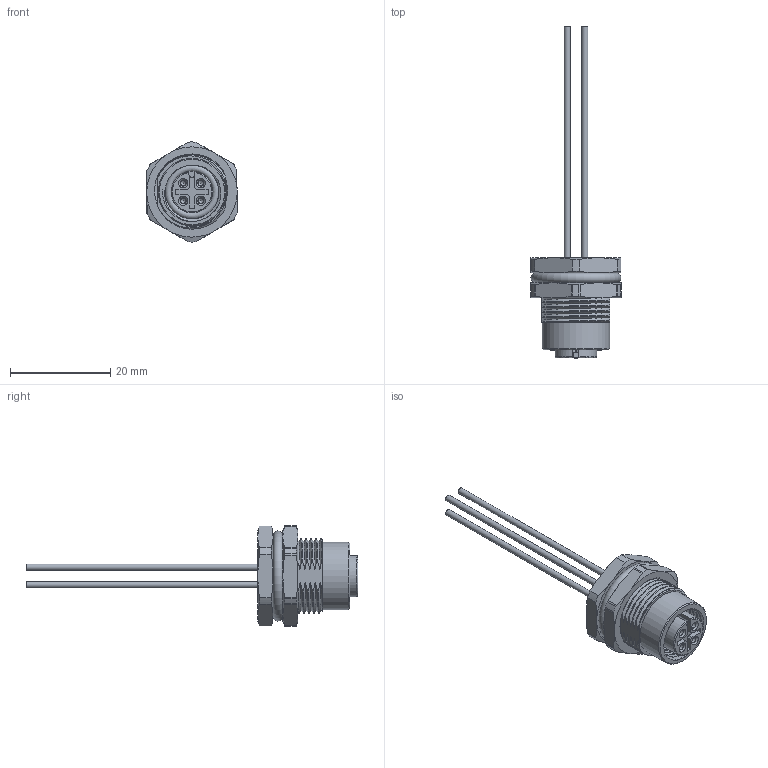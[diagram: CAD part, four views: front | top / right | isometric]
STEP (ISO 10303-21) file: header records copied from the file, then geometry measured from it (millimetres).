
FILE_DESCRIPTION(/* description */ ('Unknown'),/* implementation_level */ '2;1');
FILE_NAME(/* name */ '643462100604',/* time_stamp */ '2025-05-27T14:49:31+02:00',/* author */ ('Unknown'),/* organization */ ('Unknown'),/* preprocessor_version */ 'ST-DEVELOPER v19.4',/* originating_system */ 'Solid Edge',/* authorisation */ 'Unknown');
FILE_SCHEMA (('AUTOMOTIVE_DESIGN {1 0 10303 214 3 1 1}'));
Length unit declared in the file: millimetre
Products named in the file (13): 6434621006xx_With Cable; 6434621006xx; 6432601006xx_housing; 643260100604; 643xx01004xx_Seal_outer; 643xx01006xx_Nut; 643xx01004xx_Seal_inner; 6431201004xx_Pin; 6431601006xx_Glue; Wire 22AWG Brown; Wire 22AWG White; Wire 22AWG Blue; Wire 22AWG Black
Assembly tree (15 placements, depth 3):
  6434621006xx_With Cable
    6434621006xx
      6432601006xx_housing
      643260100604
      643xx01004xx_Seal_outer
      643xx01006xx_Nut
      643xx01004xx_Seal_inner
      6431201004xx_Pin  x4
      6431601006xx_Glue
    Wire 22AWG Brown
    Wire 22AWG White
    Wire 22AWG Blue
    Wire 22AWG Black
Bounding box: 18.07 x 66.37 x 20 mm (x, y, z)
Volume: 3547.2 mm3; surface area: 6156.5 mm2
Topology: 14 solids, 14 shells, 416 faces, 1067 edges, 705 vertices
Faces by surface type: plane 180, cylinder 128, bspline 43, cone 43, torus 22
Full cylindrical faces by diameter (mm): 0.77 x4, 1.05 x4, 1.1 x4, 1.2 x4, 1.245 x4, 1.6 x16, 1.7 x4, 1.78 x8, 1.9 x8, 8.3 x1, 8.74 x2, 9.14 x1, 9.25 x1, 10.58 x1, 10.72 x8, 11 x2, 11.1 x1, 13.5 x2
Entity records: 30760 total; most frequent: CARTESIAN_POINT 23546, ORIENTED_EDGE 1432, DIRECTION 1274, EDGE_CURVE 716, VERTEX_POINT 506, AXIS2_PLACEMENT_3D 502, FACE_BOUND 410, EDGE_LOOP 406
